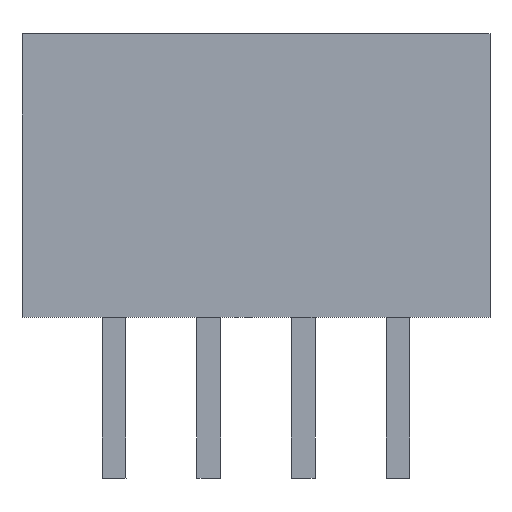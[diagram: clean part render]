
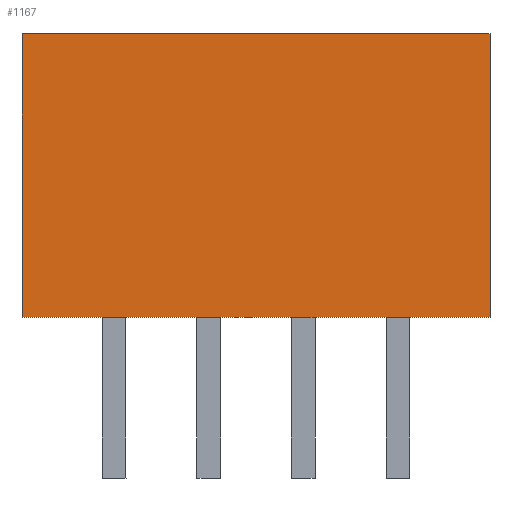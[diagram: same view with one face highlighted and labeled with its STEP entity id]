
A CAD part, front view. The second image highlights one B-rep face of the part: STEP entity #1167.
In plain terms, the highlighted planar face has unit normal (0, -1, 0).
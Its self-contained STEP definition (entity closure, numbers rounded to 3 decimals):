
#1128=CARTESIAN_POINT('',(-4.95,-2.8,-0.0));
#1129=VERTEX_POINT('',#1128);
#1130=CARTESIAN_POINT('',(4.95,-2.8,-0.0));
#1131=VERTEX_POINT('',#1130);
#1132=CARTESIAN_POINT('',(0.0,-2.8,-0.0));
#1133=DIRECTION('',(1.0,0.0,-0.0));
#1134=VECTOR('',#1133,1.0);
#1135=LINE('',#1132,#1134);
#1136=EDGE_CURVE('n� 575',#1129,#1131,#1135,.T.);
#1137=ORIENTED_EDGE('',*,*,#1136,.T.);
#1138=CARTESIAN_POINT('',(4.95,-2.8,6.0));
#1139=VERTEX_POINT('',#1138);
#1140=CARTESIAN_POINT('',(4.95,-2.8,3.0));
#1141=DIRECTION('',(0.0,-0.0,1.0));
#1142=VECTOR('',#1141,1.0);
#1143=LINE('',#1140,#1142);
#1144=EDGE_CURVE('n� 516',#1131,#1139,#1143,.T.);
#1145=ORIENTED_EDGE('',*,*,#1144,.T.);
#1146=CARTESIAN_POINT('',(-4.95,-2.8,6.0));
#1147=VERTEX_POINT('',#1146);
#1148=CARTESIAN_POINT('',(0.0,-2.8,6.0));
#1149=DIRECTION('',(-1.0,0.0,0.0));
#1150=VECTOR('',#1149,1.0);
#1151=LINE('',#1148,#1150);
#1152=EDGE_CURVE('n� 770',#1139,#1147,#1151,.T.);
#1153=ORIENTED_EDGE('',*,*,#1152,.T.);
#1154=CARTESIAN_POINT('',(-4.95,-2.8,3.0));
#1155=DIRECTION('',(0.0,-0.0,1.0));
#1156=VECTOR('',#1155,1.0);
#1157=LINE('',#1154,#1156);
#1158=EDGE_CURVE('n� 647',#1129,#1147,#1157,.T.);
#1159=ORIENTED_EDGE('',*,*,#1158,.F.);
#1160=EDGE_LOOP('',(#1137,#1145,#1153,#1159));
#1161=FACE_OUTER_BOUND('',#1160,.T.);
#1162=CARTESIAN_POINT('',(4.95,-2.8,-0.0));
#1163=DIRECTION('',(0.0,1.0,0.0));
#1164=DIRECTION('',(-1.0,-0.0,0.0));
#1165=AXIS2_PLACEMENT_3D('',#1162,#1163,#1164);
#1166=PLANE('',#1165);
#1167=ADVANCED_FACE('n� 1014',(#1161),#1166,.F.);
